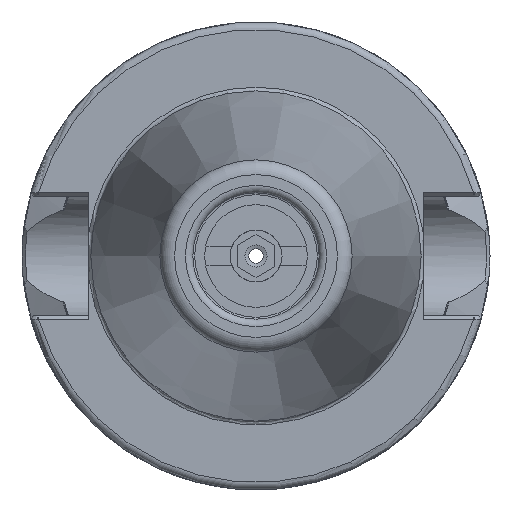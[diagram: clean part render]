
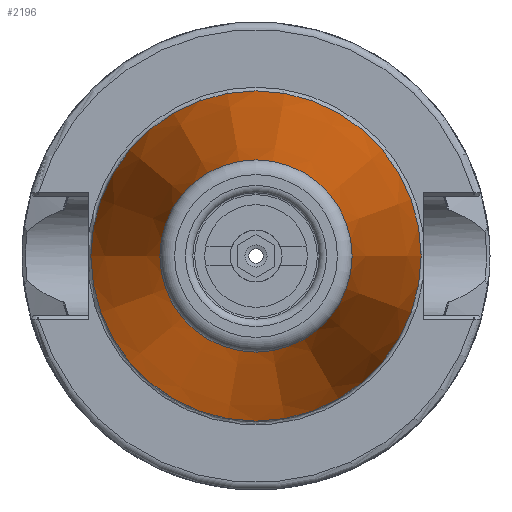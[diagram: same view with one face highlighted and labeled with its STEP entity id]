
A CAD part, left-side view. The second image highlights one B-rep face of the part: STEP entity #2196.
In plain terms, the highlighted conical face has half-angle 8.297 degrees and reference radius 17.581 mm.
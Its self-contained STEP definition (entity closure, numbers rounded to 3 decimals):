
#183=CONICAL_SURFACE('',#2424,17.581,0.145);
#263=FACE_OUTER_BOUND('',#394,.T.);
#394=EDGE_LOOP('',(#1832,#1833,#1834,#1835,#1836,#1837,#1838));
#515=LINE('',#4326,#630);
#630=VECTOR('',#2933,17.581);
#770=CIRCLE('',#2420,12.937);
#771=CIRCLE('',#2421,12.937);
#772=CIRCLE('',#2422,12.937);
#774=CIRCLE('',#2425,22.225);
#775=CIRCLE('',#2426,22.225);
#995=VERTEX_POINT('',#4314);
#996=VERTEX_POINT('',#4315);
#997=VERTEX_POINT('',#4317);
#998=VERTEX_POINT('',#4322);
#999=VERTEX_POINT('',#4323);
#1294=EDGE_CURVE('',#995,#996,#770,.T.);
#1295=EDGE_CURVE('',#997,#995,#771,.T.);
#1296=EDGE_CURVE('',#996,#997,#772,.T.);
#1298=EDGE_CURVE('',#998,#999,#774,.T.);
#1299=EDGE_CURVE('',#999,#998,#775,.T.);
#1300=EDGE_CURVE('',#999,#997,#515,.T.);
#1832=ORIENTED_EDGE('',*,*,#1298,.F.);
#1833=ORIENTED_EDGE('',*,*,#1299,.F.);
#1834=ORIENTED_EDGE('',*,*,#1300,.T.);
#1835=ORIENTED_EDGE('',*,*,#1295,.T.);
#1836=ORIENTED_EDGE('',*,*,#1294,.T.);
#1837=ORIENTED_EDGE('',*,*,#1296,.T.);
#1838=ORIENTED_EDGE('',*,*,#1300,.F.);
#2196=ADVANCED_FACE('',(#263),#183,.T.);
#2420=AXIS2_PLACEMENT_3D('',#4316,#2919,#2920);
#2421=AXIS2_PLACEMENT_3D('',#4318,#2921,#2922);
#2422=AXIS2_PLACEMENT_3D('',#4319,#2923,#2924);
#2424=AXIS2_PLACEMENT_3D('',#4321,#2927,#2928);
#2425=AXIS2_PLACEMENT_3D('',#4324,#2929,#2930);
#2426=AXIS2_PLACEMENT_3D('',#4325,#2931,#2932);
#2919=DIRECTION('center_axis',(1.,0.,0.));
#2920=DIRECTION('ref_axis',(0.,0.,-1.));
#2921=DIRECTION('center_axis',(1.,0.,0.));
#2922=DIRECTION('ref_axis',(0.,0.,-1.));
#2923=DIRECTION('center_axis',(1.,0.,0.));
#2924=DIRECTION('ref_axis',(0.,0.,-1.));
#2927=DIRECTION('center_axis',(1.,0.,0.));
#2928=DIRECTION('ref_axis',(0.,1.,0.));
#2929=DIRECTION('center_axis',(1.,0.,0.));
#2930=DIRECTION('ref_axis',(0.,0.,-1.));
#2931=DIRECTION('center_axis',(1.,0.,0.));
#2932=DIRECTION('ref_axis',(0.,0.,-1.));
#2933=DIRECTION('',(-0.99,0.144,0.));
#4314=CARTESIAN_POINT('',(-63.689,12.937,0.));
#4315=CARTESIAN_POINT('',(-63.689,0.,12.937));
#4316=CARTESIAN_POINT('Origin',(-63.689,0.,
0.));
#4317=CARTESIAN_POINT('',(-63.689,-12.937,0.));
#4318=CARTESIAN_POINT('Origin',(-63.689,0.,
0.));
#4319=CARTESIAN_POINT('Origin',(-63.689,0.,
0.));
#4321=CARTESIAN_POINT('Origin',(-31.844,0.,
0.));
#4322=CARTESIAN_POINT('',(0.,22.225,0.));
#4323=CARTESIAN_POINT('',(0.,-22.225,0.));
#4324=CARTESIAN_POINT('Origin',(0.,0.,
0.));
#4325=CARTESIAN_POINT('Origin',(0.,0.,
0.));
#4326=CARTESIAN_POINT('',(-31.844,-17.581,0.));
